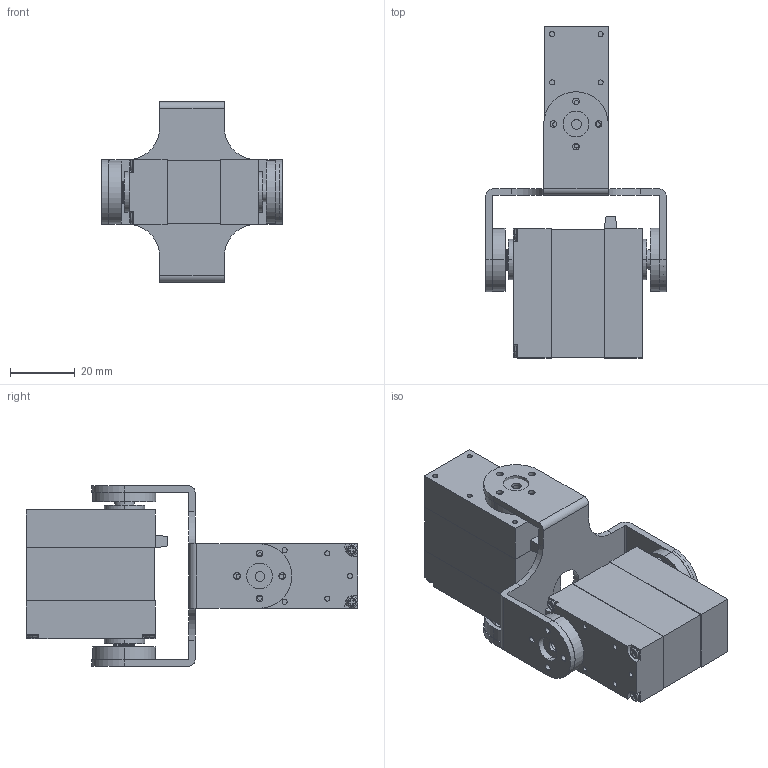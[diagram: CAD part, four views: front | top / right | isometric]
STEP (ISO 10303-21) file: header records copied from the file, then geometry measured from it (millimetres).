
FILE_DESCRIPTION (( 'STEP AP214' ), '1' );
FILE_NAME ('坋趼u2嗆儂.STEP', '2023-05-31T08:23:00', ( '' ), ( '' ), 'SwSTEP 2.0', 'SolidWorks 2020', '' );
FILE_SCHEMA (( 'AUTOMOTIVE_DESIGN' ));
Length unit declared in the file: millimetre
Products named in the file (6): 坋趼湮U盓殤; 坋趼u2嗆儂; 呿蹋翋嗆攫; 嗆儂呿蹋翋植粣; 邧粣嗆儂; 呿蹋植嗆攫
Assembly tree (6 placements, depth 3):
  坋趼u2嗆儂
    坋趼湮U盓殤
    嗆儂呿蹋翋植粣  x2
      邧粣嗆儂
      呿蹋翋嗆攫
      呿蹋植嗆攫
Bounding box: 56 x 102.9 x 56 mm (x, y, z)
Volume: 75205.1 mm3; surface area: 29453.1 mm2
Topology: 7 solids, 7 shells, 1096 faces, 2956 edges, 1964 vertices
Faces by surface type: cylinder 718, plane 322, cone 32, torus 16, bspline 8
Entity records: 19347 total; most frequent: DIRECTION 3550, CARTESIAN_POINT 3463, ORIENTED_EDGE 3172, EDGE_CURVE 1586, AXIS2_PLACEMENT_3D 1445, VERTEX_POINT 1054, CIRCLE 854, EDGE_LOOP 708
